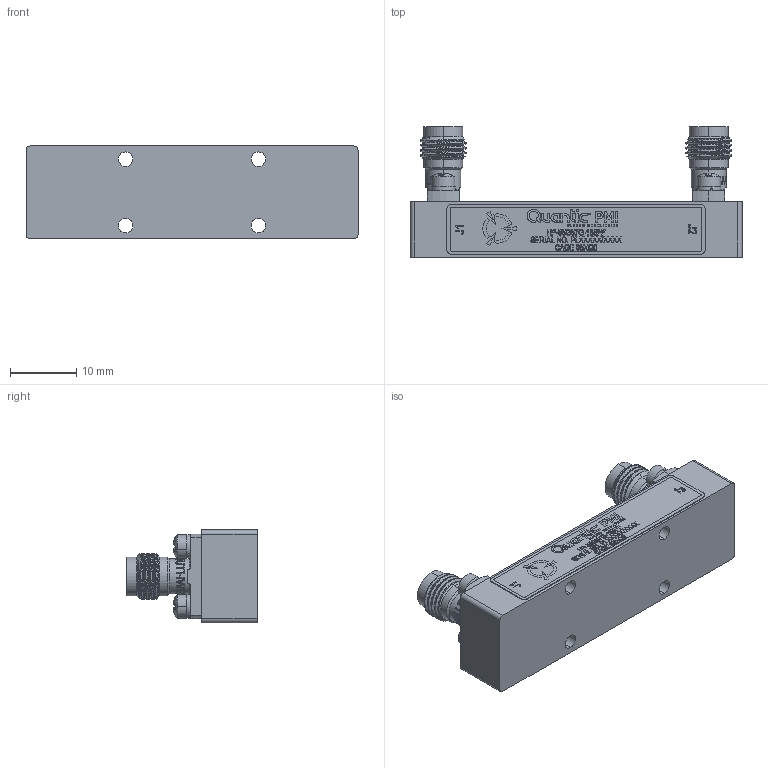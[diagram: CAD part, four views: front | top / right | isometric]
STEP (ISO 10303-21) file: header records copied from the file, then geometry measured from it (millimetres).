
FILE_DESCRIPTION (( 'STEP AP214' ), '1' );
FILE_NAME ('27051040 - OUTLINE.STEP', '2025-04-10T19:18:49', ( '' ), ( '' ), 'SwSTEP 2.0', 'SolidWorks 2024', '' );
FILE_SCHEMA (( 'AUTOMOTIVE_DESIGN' ));
Length unit declared in the file: millimetre
Products named in the file (1): 27051040 - OUTLINE
Bounding box: 50 x 19.68 x 14.13 mm (x, y, z)
Volume: 6465.2 mm3; surface area: 4632.7 mm2
Topology: 16 solids, 16 shells, 588 faces, 2321 edges, 1891 vertices
Faces by surface type: plane 330, cylinder 136, bspline 56, cone 48, torus 10, sphere 8
Entity records: 40656 total; most frequent: CARTESIAN_POINT 17096, ORIENTED_EDGE 4642, DIRECTION 2737, EDGE_CURVE 2321, VERTEX_POINT 1891, LINE 979, VECTOR 979, B_SPLINE_CURVE_WITH_KNOTS 924
